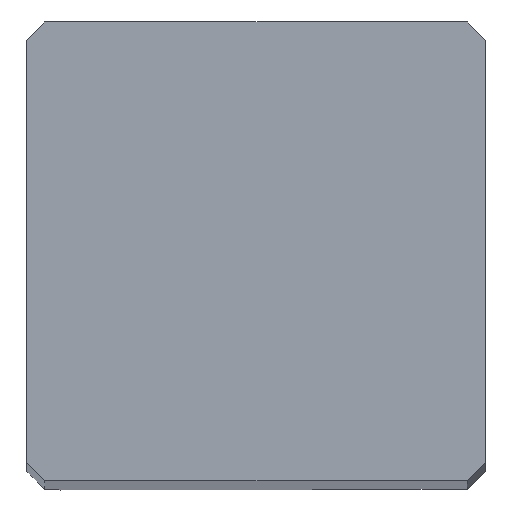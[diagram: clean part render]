
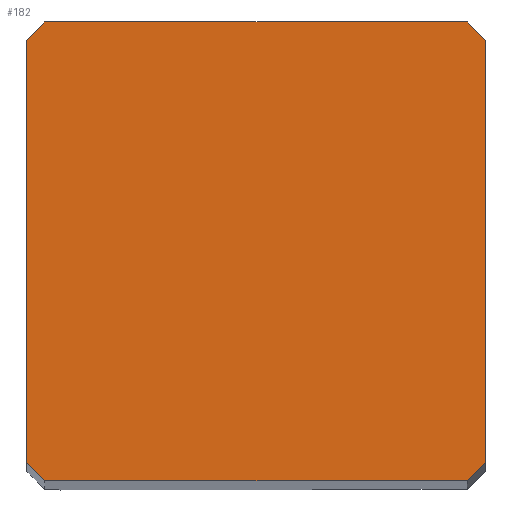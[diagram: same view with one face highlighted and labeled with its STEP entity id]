
A CAD part, top view. The second image highlights one B-rep face of the part: STEP entity #182.
In plain terms, the highlighted planar face has unit normal (0, 0, 1).
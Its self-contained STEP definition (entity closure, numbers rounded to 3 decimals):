
#116=FACE_OUTER_BOUND('',#285,.T.);
#182=ADVANCED_FACE('',(#116),#248,.T.);
#248=PLANE('',#1379);
#285=EDGE_LOOP('',(#586,#587,#588,#589,#590,#591,#592,#593));
#350=LINE('',#1901,#442);
#370=LINE('',#2002,#462);
#371=LINE('',#2004,#463);
#372=LINE('',#2005,#464);
#373=LINE('',#2007,#465);
#374=LINE('',#2009,#466);
#375=LINE('',#2011,#467);
#376=LINE('',#2013,#468);
#442=VECTOR('',#1518,1.);
#462=VECTOR('',#1582,1.);
#463=VECTOR('',#1585,1.);
#464=VECTOR('',#1586,1.);
#465=VECTOR('',#1587,1.);
#466=VECTOR('',#1588,1.);
#467=VECTOR('',#1589,1.);
#468=VECTOR('',#1590,1.);
#586=ORIENTED_EDGE('',*,*,#1069,.T.);
#587=ORIENTED_EDGE('',*,*,#1070,.T.);
#588=ORIENTED_EDGE('',*,*,#1031,.T.);
#589=ORIENTED_EDGE('',*,*,#1071,.T.);
#590=ORIENTED_EDGE('',*,*,#1072,.F.);
#591=ORIENTED_EDGE('',*,*,#1073,.T.);
#592=ORIENTED_EDGE('',*,*,#1074,.T.);
#593=ORIENTED_EDGE('',*,*,#1075,.T.);
#907=VERTEX_POINT('',#1900);
#908=VERTEX_POINT('',#1902);
#938=VERTEX_POINT('',#1998);
#939=VERTEX_POINT('',#2001);
#940=VERTEX_POINT('',#2006);
#941=VERTEX_POINT('',#2008);
#942=VERTEX_POINT('',#2010);
#943=VERTEX_POINT('',#2012);
#1031=EDGE_CURVE('',#908,#907,#350,.T.);
#1069=EDGE_CURVE('',#938,#939,#370,.T.);
#1070=EDGE_CURVE('',#939,#908,#371,.T.);
#1071=EDGE_CURVE('',#907,#940,#372,.T.);
#1072=EDGE_CURVE('',#941,#940,#373,.T.);
#1073=EDGE_CURVE('',#941,#942,#374,.T.);
#1074=EDGE_CURVE('',#942,#943,#375,.T.);
#1075=EDGE_CURVE('',#943,#938,#376,.T.);
#1379=AXIS2_PLACEMENT_3D('',#2014,#1591,#1592);
#1518=DIRECTION('',(1.,0.,0.));
#1582=DIRECTION('',(0.,-1.,0.));
#1585=DIRECTION('',(0.707,-0.707,0.));
#1586=DIRECTION('',(0.707,0.707,0.));
#1587=DIRECTION('',(0.,-1.,0.));
#1588=DIRECTION('',(-0.707,0.707,0.));
#1589=DIRECTION('',(-1.,0.,0.));
#1590=DIRECTION('',(-0.707,-0.707,0.));
#1591=DIRECTION('',(0.,0.,1.));
#1592=DIRECTION('',(1.,0.,0.));
#1900=CARTESIAN_POINT('',(-0.5,0.,0.));
#1901=CARTESIAN_POINT('',(-12.2,0.,0.));
#1902=CARTESIAN_POINT('',(-12.2,0.,0.));
#1998=CARTESIAN_POINT('',(-12.7,12.2,0.));
#2001=CARTESIAN_POINT('',(-12.7,0.5,0.));
#2002=CARTESIAN_POINT('',(-12.7,12.2,0.));
#2004=CARTESIAN_POINT('',(-12.7,0.5,0.));
#2005=CARTESIAN_POINT('',(-0.5,0.,0.));
#2006=CARTESIAN_POINT('',(0.,0.5,0.));
#2007=CARTESIAN_POINT('',(0.,12.2,0.));
#2008=CARTESIAN_POINT('',(0.,12.2,0.));
#2009=CARTESIAN_POINT('',(0.,12.2,0.));
#2010=CARTESIAN_POINT('',(-0.5,12.7,0.));
#2011=CARTESIAN_POINT('',(-0.5,12.7,0.));
#2012=CARTESIAN_POINT('',(-12.2,12.7,0.));
#2013=CARTESIAN_POINT('',(-12.2,12.7,0.));
#2014=CARTESIAN_POINT('',(-6.35,6.35,0.));
